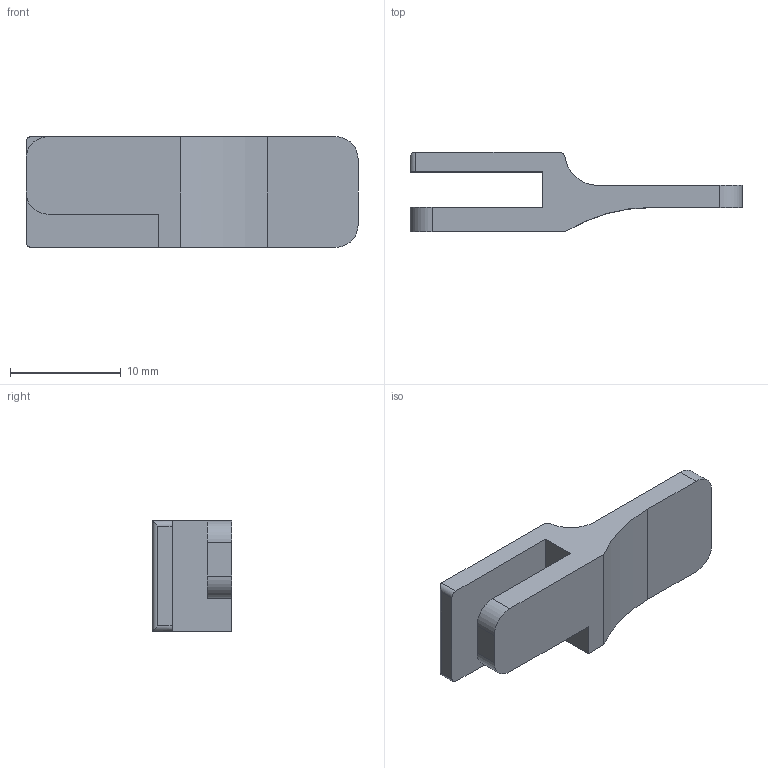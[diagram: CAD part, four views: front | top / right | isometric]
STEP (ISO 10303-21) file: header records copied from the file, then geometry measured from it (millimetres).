
FILE_DESCRIPTION(/* description */ (''),/* implementation_level */ '2;1');
FILE_NAME(/* name */ 'X endstop finger.step',/* time_stamp */ '2021-08-14T09:15:46+08:00',/* author */ (''),/* organization */ (''),/* preprocessor_version */ 'ST-DEVELOPER v18.1',/* originating_system */ 'Autodesk Translation Framework v10.9.0.1377',/* authorisation */ '');
FILE_SCHEMA (('AUTOMOTIVE_DESIGN { 1 0 10303 214 3 1 1 }'));
Length unit declared in the file: millimetre
Products named in the file (1): X endstop finger
Bounding box: 30 x 7.2 x 10 mm (x, y, z)
Volume: 927 mm3; surface area: 1084.8 mm2
Topology: 1 solids, 1 shells, 85 faces, 229 edges, 152 vertices
Faces by surface type: bspline 40, plane 35, cylinder 10
Entity records: 3058 total; most frequent: CARTESIAN_POINT 1147, ORIENTED_EDGE 458, DIRECTION 259, EDGE_CURVE 229, VERTEX_POINT 152, LINE 131, VECTOR 131, EDGE_LOOP 91
